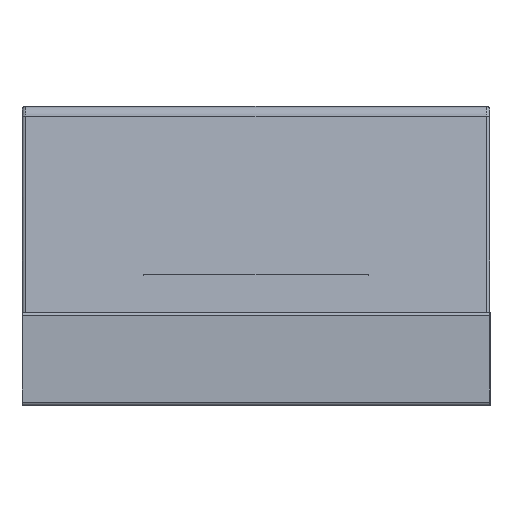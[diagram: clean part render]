
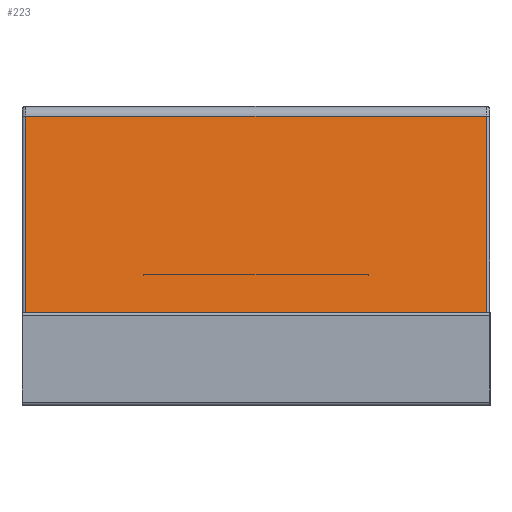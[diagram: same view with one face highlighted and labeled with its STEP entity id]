
A CAD part, left-side view. The second image highlights one B-rep face of the part: STEP entity #223.
In plain terms, the highlighted planar face has unit normal (-0.993, 0, 0.122).
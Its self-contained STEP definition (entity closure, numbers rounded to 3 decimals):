
#223=ADVANCED_FACE('NONE',(#472),#473,.T.);
#472=FACE_OUTER_BOUND('',#895,.T.);
#473=PLANE('',#896);
#895=EDGE_LOOP('',(#1546,#1547,#1548,#1549));
#896=AXIS2_PLACEMENT_3D('',#1550,#1551,#1552);
#1546=ORIENTED_EDGE('',*,*,#1998,.T.);
#1547=ORIENTED_EDGE('',*,*,#2023,.F.);
#1548=ORIENTED_EDGE('',*,*,#2024,.F.);
#1549=ORIENTED_EDGE('',*,*,#2020,.T.);
#1550=CARTESIAN_POINT('',(-0.7,-0.625,0.25));
#1551=DIRECTION('',(-0.993,0.0,0.122));
#1552=DIRECTION('',(0.0,1.0,0.0));
#1998=EDGE_CURVE('NONE',#2325,#2331,#2333,.T.);
#2020=EDGE_CURVE('NONE',#2363,#2325,#2364,.T.);
#2023=EDGE_CURVE('NONE',#2367,#2331,#2368,.T.);
#2024=EDGE_CURVE('NONE',#2363,#2367,#2369,.T.);
#2325=VERTEX_POINT('NONE',#2811);
#2331=VERTEX_POINT('NONE',#2820);
#2333=LINE('',#2822,#2823);
#2363=VERTEX_POINT('NONE',#2890);
#2364=LINE('',#2891,#2892);
#2367=VERTEX_POINT('NONE',#2905);
#2368=LINE('',#2906,#2907);
#2369=LINE('',#2908,#2909);
#2811=CARTESIAN_POINT('',(-0.636,-0.615,0.774));
#2820=CARTESIAN_POINT('',(-0.636,0.615,0.774));
#2822=CARTESIAN_POINT('',(-0.636,-0.625,0.774));
#2823=VECTOR('',#3336,1000.0);
#2890=CARTESIAN_POINT('',(-0.7,-0.615,0.25));
#2891=CARTESIAN_POINT('',(-0.7,-0.615,0.25));
#2892=VECTOR('',#3356,1000.0);
#2905=CARTESIAN_POINT('',(-0.7,0.615,0.25));
#2906=CARTESIAN_POINT('',(-0.632,0.615,0.8));
#2907=VECTOR('',#3357,1000.0);
#2908=CARTESIAN_POINT('',(-0.7,-0.625,0.25));
#2909=VECTOR('',#3358,1000.0);
#3336=DIRECTION('',(0.0,1.0,-0.0));
#3356=DIRECTION('',(0.122,0.0,0.993));
#3357=DIRECTION('',(0.122,-0.0,0.993));
#3358=DIRECTION('',(0.0,1.0,-0.0));
